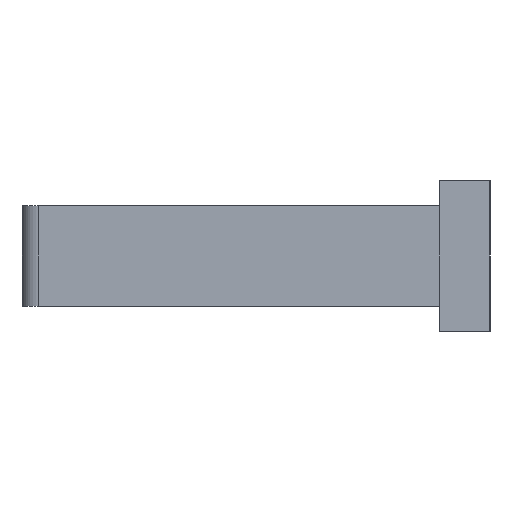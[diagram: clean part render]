
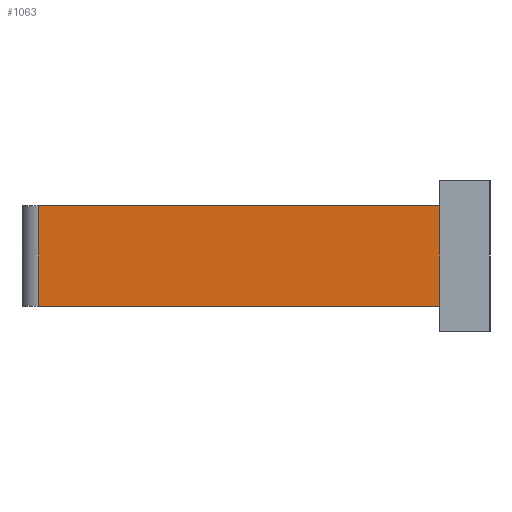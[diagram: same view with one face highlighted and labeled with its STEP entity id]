
A CAD part, left-side view. The second image highlights one B-rep face of the part: STEP entity #1063.
In plain terms, the highlighted planar face has unit normal (-1, 0, 0).
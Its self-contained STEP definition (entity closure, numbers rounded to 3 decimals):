
#45 = ORIENTED_EDGE ( 'NONE', *, *, #1310, .T. ) ;
#60 = PLANE ( 'NONE',  #907 ) ;
#152 = ORIENTED_EDGE ( 'NONE', *, *, #575, .F. ) ;
#162 = DIRECTION ( 'NONE',  ( 0., 0., -1. ) ) ;
#192 = CARTESIAN_POINT ( 'NONE',  ( -99., 0., 3. ) ) ;
#217 = EDGE_CURVE ( 'NONE', #894, #985, #955, .T. ) ;
#350 = ORIENTED_EDGE ( 'NONE', *, *, #217, .T. ) ;
#363 = CARTESIAN_POINT ( 'NONE',  ( -99., 28., 3. ) ) ;
#365 = DIRECTION ( 'NONE',  ( 1., 0., 0. ) ) ;
#490 = CARTESIAN_POINT ( 'NONE',  ( -99., 28., 3. ) ) ;
#525 = VECTOR ( 'NONE', #855, 1000. ) ;
#570 = EDGE_LOOP ( 'NONE', ( #883, #350, #45, #152 ) ) ;
#575 = EDGE_CURVE ( 'NONE', #1179, #950, #727, .T. ) ;
#596 = DIRECTION ( 'NONE',  ( 0., 0., -1. ) ) ;
#620 = DIRECTION ( 'NONE',  ( 0., -1., 0. ) ) ;
#724 = LINE ( 'NONE', #1232, #961 ) ;
#727 = LINE ( 'NONE', #1137, #867 ) ;
#748 = CARTESIAN_POINT ( 'NONE',  ( -99., 27., -3. ) ) ;
#855 = DIRECTION ( 'NONE',  ( 0., 0., -1. ) ) ;
#867 = VECTOR ( 'NONE', #596, 1000. ) ;
#869 = CARTESIAN_POINT ( 'NONE',  ( -99., 27., 3. ) ) ;
#883 = ORIENTED_EDGE ( 'NONE', *, *, #1230, .F. ) ;
#894 = VERTEX_POINT ( 'NONE', #953 ) ;
#907 = AXIS2_PLACEMENT_3D ( 'NONE', #363, #365, #162 ) ;
#950 = VERTEX_POINT ( 'NONE', #1058 ) ;
#953 = CARTESIAN_POINT ( 'NONE',  ( -99., 27., 3. ) ) ;
#955 = LINE ( 'NONE', #869, #525 ) ;
#961 = VECTOR ( 'NONE', #620, 1000. ) ;
#985 = VERTEX_POINT ( 'NONE', #748 ) ;
#1014 = VECTOR ( 'NONE', #1211, 1000. ) ;
#1058 = CARTESIAN_POINT ( 'NONE',  ( -99., 0., -3. ) ) ;
#1063 = ADVANCED_FACE ( 'NONE', ( #1295 ), #60, .F. ) ;
#1137 = CARTESIAN_POINT ( 'NONE',  ( -99., 0., 3. ) ) ;
#1179 = VERTEX_POINT ( 'NONE', #192 ) ;
#1211 = DIRECTION ( 'NONE',  ( 0., -1., 0. ) ) ;
#1225 = LINE ( 'NONE', #490, #1014 ) ;
#1230 = EDGE_CURVE ( 'NONE', #894, #1179, #1225, .T. ) ;
#1232 = CARTESIAN_POINT ( 'NONE',  ( -99., 28., -3. ) ) ;
#1295 = FACE_OUTER_BOUND ( 'NONE', #570, .T. ) ;
#1310 = EDGE_CURVE ( 'NONE', #985, #950, #724, .T. ) ;
